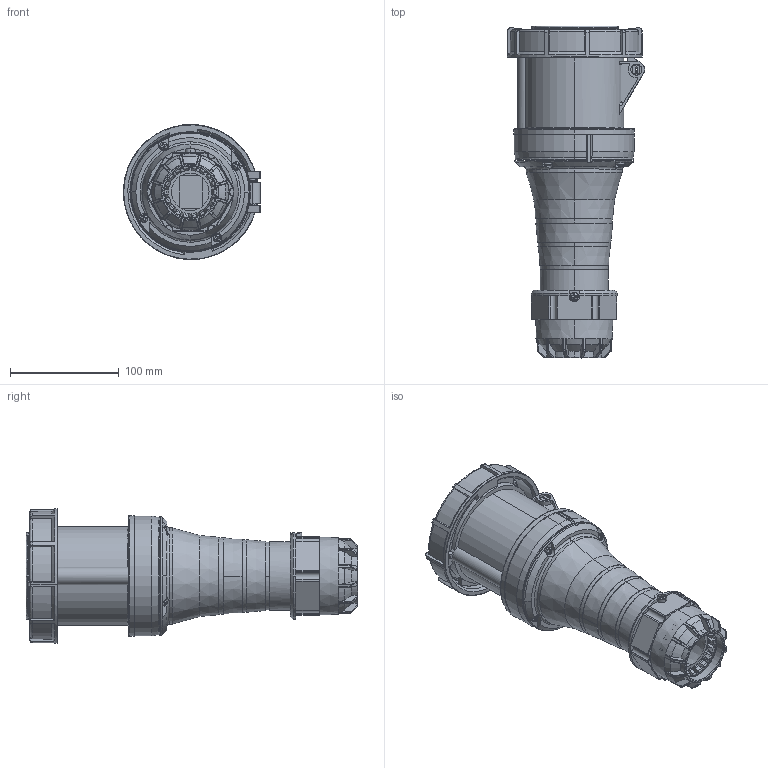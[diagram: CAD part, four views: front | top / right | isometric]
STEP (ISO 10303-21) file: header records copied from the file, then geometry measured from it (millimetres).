
FILE_DESCRIPTION (( 'STEP AP214' ), '1' );
FILE_NAME ('DEP2-2432.STEP', '2025-01-06T06:39:01', ( '' ), ( '' ), 'SwSTEP 2.0', 'SolidWorks 2022', '' );
FILE_SCHEMA (( 'AUTOMOTIVE_DESIGN' ));
Length unit declared in the file: millimetre
Products named in the file (1): DEP2-2432
Bounding box: 126.32 x 305.82 x 124.39 mm (x, y, z)
Surface area: 159893.9 mm2 (no closed solid volume)
Topology: 0 solids, 41 shells, 851 faces, 2757 edges, 1906 vertices
Faces by surface type: plane 240, bspline 238, cone 201, cylinder 157, torus 15
Entity records: 65807 total; most frequent: CARTESIAN_POINT 35423, ORIENTED_EDGE 4605, DIRECTION 3590, EDGE_CURVE 2756, VERTEX_POINT 1906, AXIS2_PLACEMENT_3D 1418, B_SPLINE_CURVE_WITH_KNOTS 1120, EDGE_LOOP 888
